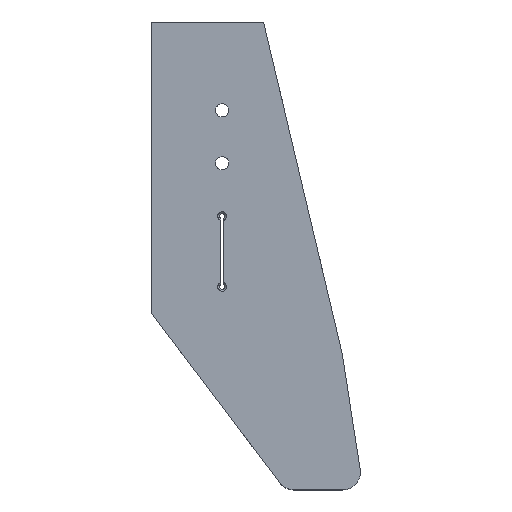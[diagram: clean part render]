
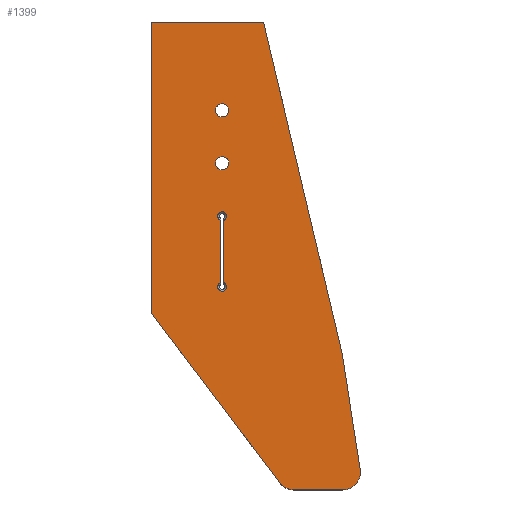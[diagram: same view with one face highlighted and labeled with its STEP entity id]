
A CAD part, top view. The second image highlights one B-rep face of the part: STEP entity #1399.
In plain terms, the highlighted planar face has unit normal (0, 0, 1).
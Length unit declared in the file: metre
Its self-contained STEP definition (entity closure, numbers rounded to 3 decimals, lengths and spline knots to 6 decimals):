
#24=LINE('',#2137,#119);
#25=LINE('',#2140,#120);
#26=LINE('',#2142,#121);
#27=LINE('',#2146,#122);
#28=LINE('',#2150,#123);
#29=LINE('',#2154,#124);
#30=LINE('',#2155,#125);
#31=LINE('',#2160,#126);
#119=VECTOR('',#1689,1.);
#120=VECTOR('',#1690,1.);
#121=VECTOR('',#1691,1.);
#122=VECTOR('',#1694,1.);
#123=VECTOR('',#1697,1.);
#124=VECTOR('',#1700,1.);
#125=VECTOR('',#1701,1.);
#126=VECTOR('',#1704,1.);
#214=PLANE('',#1501);
#257=ORIENTED_EDGE('',*,*,#639,.F.);
#258=ORIENTED_EDGE('',*,*,#640,.F.);
#259=ORIENTED_EDGE('',*,*,#641,.T.);
#260=ORIENTED_EDGE('',*,*,#642,.T.);
#261=ORIENTED_EDGE('',*,*,#643,.T.);
#262=ORIENTED_EDGE('',*,*,#644,.F.);
#263=ORIENTED_EDGE('',*,*,#645,.T.);
#264=ORIENTED_EDGE('',*,*,#646,.F.);
#265=ORIENTED_EDGE('',*,*,#647,.T.);
#266=ORIENTED_EDGE('',*,*,#648,.F.);
#267=ORIENTED_EDGE('',*,*,#649,.T.);
#268=ORIENTED_EDGE('',*,*,#650,.T.);
#269=ORIENTED_EDGE('',*,*,#651,.T.);
#270=ORIENTED_EDGE('',*,*,#652,.F.);
#271=ORIENTED_EDGE('',*,*,#653,.T.);
#639=EDGE_CURVE('',#830,#830,#972,.T.);
#640=EDGE_CURVE('',#831,#831,#973,.T.);
#641=EDGE_CURVE('',#832,#833,#24,.T.);
#642=EDGE_CURVE('',#833,#834,#25,.T.);
#643=EDGE_CURVE('',#834,#835,#26,.T.);
#644=EDGE_CURVE('',#836,#835,#974,.T.);
#645=EDGE_CURVE('',#836,#837,#27,.T.);
#646=EDGE_CURVE('',#838,#837,#975,.T.);
#647=EDGE_CURVE('',#838,#839,#28,.T.);
#648=EDGE_CURVE('',#840,#839,#976,.T.);
#649=EDGE_CURVE('',#840,#832,#29,.T.);
#650=EDGE_CURVE('',#841,#842,#30,.T.);
#651=EDGE_CURVE('',#842,#843,#977,.F.);
#652=EDGE_CURVE('',#844,#843,#31,.T.);
#653=EDGE_CURVE('',#844,#841,#978,.F.);
#830=VERTEX_POINT('',#2134);
#831=VERTEX_POINT('',#2136);
#832=VERTEX_POINT('',#2138);
#833=VERTEX_POINT('',#2139);
#834=VERTEX_POINT('',#2141);
#835=VERTEX_POINT('',#2143);
#836=VERTEX_POINT('',#2145);
#837=VERTEX_POINT('',#2147);
#838=VERTEX_POINT('',#2149);
#839=VERTEX_POINT('',#2151);
#840=VERTEX_POINT('',#2153);
#841=VERTEX_POINT('',#2156);
#842=VERTEX_POINT('',#2157);
#843=VERTEX_POINT('',#2159);
#844=VERTEX_POINT('',#2161);
#972=CIRCLE('',#1502,0.00375);
#973=CIRCLE('',#1503,0.00375);
#974=CIRCLE('',#1504,0.01);
#975=CIRCLE('',#1505,0.01);
#976=CIRCLE('',#1506,0.01);
#977=CIRCLE('',#1507,0.0025);
#978=CIRCLE('',#1508,0.0025);
#1058=EDGE_LOOP('',(#257));
#1059=EDGE_LOOP('',(#258));
#1060=EDGE_LOOP('',(#259,#260,#261,#262,#263,#264,#265,#266,#267));
#1061=EDGE_LOOP('',(#268,#269,#270,#271));
#1207=FACE_BOUND('',#1058,.T.);
#1208=FACE_BOUND('',#1059,.T.);
#1209=FACE_BOUND('',#1060,.T.);
#1210=FACE_BOUND('',#1061,.T.);
#1399=ADVANCED_FACE('',(#1207,#1208,#1209,#1210),#214,.T.);
#1501=AXIS2_PLACEMENT_3D('',#2132,#1683,#1684);
#1502=AXIS2_PLACEMENT_3D('',#2133,#1685,#1686);
#1503=AXIS2_PLACEMENT_3D('',#2135,#1687,#1688);
#1504=AXIS2_PLACEMENT_3D('',#2144,#1692,#1693);
#1505=AXIS2_PLACEMENT_3D('',#2148,#1695,#1696);
#1506=AXIS2_PLACEMENT_3D('',#2152,#1698,#1699);
#1507=AXIS2_PLACEMENT_3D('',#2158,#1702,#1703);
#1508=AXIS2_PLACEMENT_3D('',#2162,#1705,#1706);
#1683=DIRECTION('',(0.,0.,1.));
#1684=DIRECTION('',(-1.,0.,0.));
#1685=DIRECTION('',(0.,0.,1.));
#1686=DIRECTION('',(1.,0.,0.));
#1687=DIRECTION('',(0.,0.,1.));
#1688=DIRECTION('',(1.,0.,0.));
#1689=DIRECTION('',(-1.,0.,0.));
#1690=DIRECTION('',(0.,-1.,0.));
#1691=DIRECTION('',(0.603,-0.798,0.));
#1692=DIRECTION('',(0.,0.,-1.));
#1693=DIRECTION('',(-1.,0.,0.));
#1694=DIRECTION('',(1.,0.,0.));
#1695=DIRECTION('',(0.,0.,-1.));
#1696=DIRECTION('',(-1.,0.,0.));
#1697=DIRECTION('',(-0.154,0.988,0.));
#1698=DIRECTION('',(0.,0.,-1.));
#1699=DIRECTION('',(-1.,0.,0.));
#1700=DIRECTION('',(-0.231,0.973,0.));
#1701=DIRECTION('',(0.,-1.,0.));
#1702=DIRECTION('',(0.,0.,1.));
#1703=DIRECTION('',(1.,0.,0.));
#1704=DIRECTION('',(0.,-1.,0.));
#1705=DIRECTION('',(0.,0.,1.));
#1706=DIRECTION('',(1.,0.,0.));
#2132=CARTESIAN_POINT('',(0.39,-1.31,0.055));
#2133=CARTESIAN_POINT('',(0.49,-1.3475,0.055));
#2134=CARTESIAN_POINT('',(0.49375,-1.3475,0.055));
#2135=CARTESIAN_POINT('',(0.49,-1.3775,0.055));
#2136=CARTESIAN_POINT('',(0.49375,-1.3775,0.055));
#2137=CARTESIAN_POINT('',(0.481727,-1.2975,0.055));
#2138=CARTESIAN_POINT('',(0.513454,-1.2975,0.055));
#2139=CARTESIAN_POINT('',(0.45,-1.2975,0.055));
#2140=CARTESIAN_POINT('',(0.45,-1.382498,0.055));
#2141=CARTESIAN_POINT('',(0.45,-1.4625,0.055));
#2142=CARTESIAN_POINT('',(0.487768,-1.5125,0.055));
#2143=CARTESIAN_POINT('',(0.522535,-1.558527,0.055));
#2144=CARTESIAN_POINT('',(0.530514,-1.5525,0.055));
#2145=CARTESIAN_POINT('',(0.530514,-1.5625,0.055));
#2146=CARTESIAN_POINT('',(0.547768,-1.5625,0.055));
#2147=CARTESIAN_POINT('',(0.558315,-1.5625,0.055));
#2148=CARTESIAN_POINT('',(0.558315,-1.5525,0.055));
#2149=CARTESIAN_POINT('',(0.568195,-1.550955,0.055));
#2150=CARTESIAN_POINT('',(0.563895,-1.523453,0.055));
#2151=CARTESIAN_POINT('',(0.557851,-1.48479,0.055));
#2152=CARTESIAN_POINT('',(0.547971,-1.486335,0.055));
#2153=CARTESIAN_POINT('',(0.557701,-1.484027,0.055));
#2154=CARTESIAN_POINT('',(0.535622,-1.390953,0.055));
#2155=CARTESIAN_POINT('',(0.49075,-1.4275,0.055));
#2156=CARTESIAN_POINT('',(0.49075,-1.409885,0.055));
#2157=CARTESIAN_POINT('',(0.49075,-1.445115,0.055));
#2158=CARTESIAN_POINT('',(0.49,-1.4475,0.055));
#2159=CARTESIAN_POINT('',(0.48925,-1.445115,0.055));
#2160=CARTESIAN_POINT('',(0.48925,-1.4275,0.055));
#2161=CARTESIAN_POINT('',(0.48925,-1.409885,0.055));
#2162=CARTESIAN_POINT('',(0.49,-1.4075,0.055));
